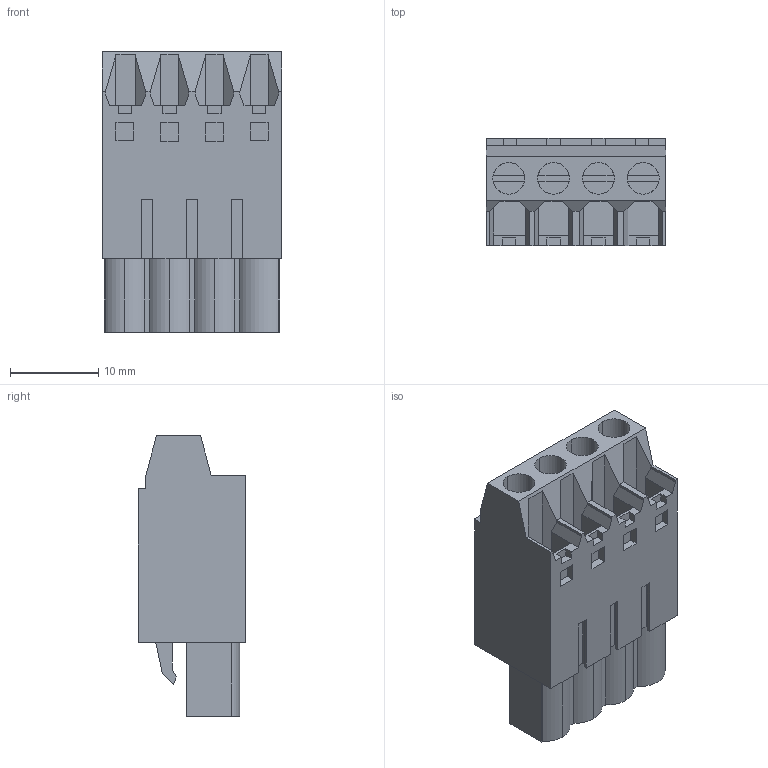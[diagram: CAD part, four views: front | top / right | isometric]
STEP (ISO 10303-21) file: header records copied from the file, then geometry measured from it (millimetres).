
FILE_DESCRIPTION(('CATIA V5 STEP Exchange','CAx-IF Rec.Pracs.--- Model Styling and Organization---1.4--- 2014-01-23'),'2;1');
FILE_NAME ('D1490261_0_1499710000_1499710000.stp','2021-06-18T12:24:05+00:00',('none'),('Weidmueller'),'CATIA Version 5-6 Release 2016 SP3 HF44','CATIA V5 STEP AP214','none');
FILE_SCHEMA(('AUTOMOTIVE_DESIGN { 1 0 10303 214 1 1 1 1 }'));
Length unit declared in the file: millimetre
Products named in the file (1): 1499710000
Bounding box: 20.32 x 12.2 x 31.8 mm (x, y, z)
Volume: 5199.3 mm3; surface area: 3621.5 mm2
Topology: 5 solids, 5 shells, 327 faces, 867 edges, 571 vertices
Faces by surface type: plane 294, cylinder 33
Entity records: 9833 total; most frequent: CARTESIAN_POINT 1735, ORIENTED_EDGE 1734, DIRECTION 1324, EDGE_CURVE 867, VECTOR 779, LINE 779, VERTEX_POINT 571, EDGE_LOOP 348
